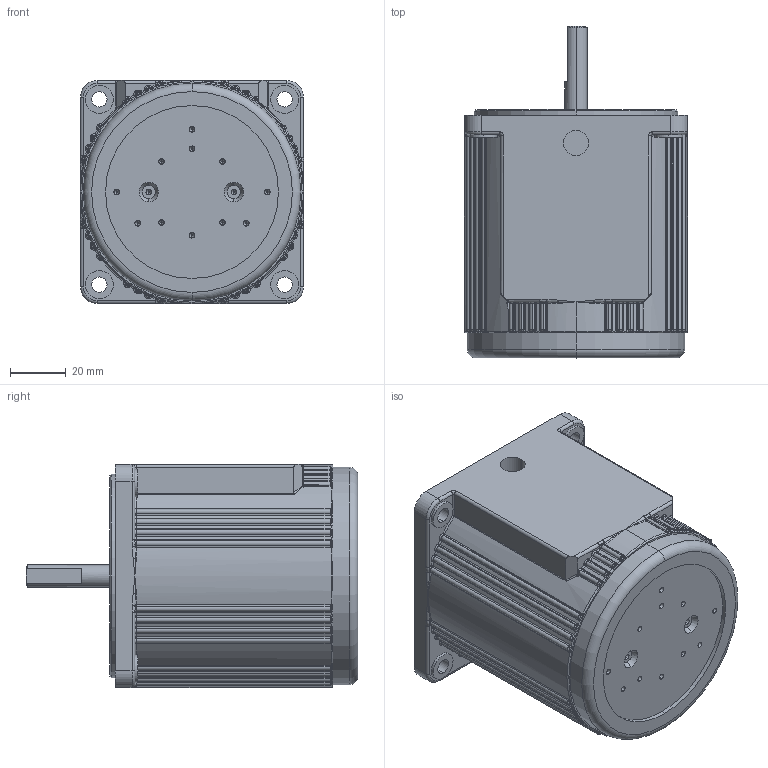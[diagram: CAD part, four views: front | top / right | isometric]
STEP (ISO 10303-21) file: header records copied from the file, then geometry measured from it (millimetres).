
FILE_DESCRIPTION (( 'STEP AP203' ), '1' );
FILE_NAME ('4IK25A.STEP', '2020-01-08T05:41:53', ( 'Sky123.Org' ), ( 'Sky123.Org' ), 'SwSTEP 2.0', 'SolidWorks 2014', '' );
FILE_SCHEMA (( 'CONFIG_CONTROL_DESIGN' ));
Length unit declared in the file: millimetre
Products named in the file (1): 4IK25A
Bounding box: 80 x 119 x 80 mm (x, y, z)
Volume: 461433.2 mm3; surface area: 39126.7 mm2
Topology: 1 solids, 1 shells, 714 faces, 1719 edges, 964 vertices
Faces by surface type: cylinder 204, bspline 191, torus 184, sphere 57, plane 43, cone 35
Entity records: 26740 total; most frequent: CARTESIAN_POINT 11407, ORIENTED_EDGE 3300, DIRECTION 3221, EDGE_CURVE 1650, AXIS2_PLACEMENT_3D 1473, VERTEX_POINT 962, CIRCLE 949, EDGE_LOOP 746
